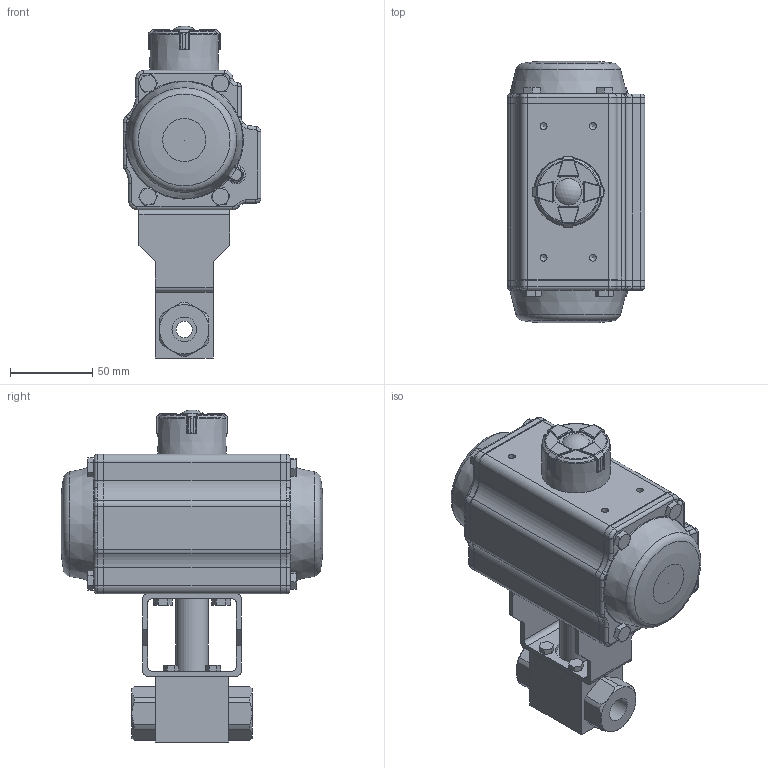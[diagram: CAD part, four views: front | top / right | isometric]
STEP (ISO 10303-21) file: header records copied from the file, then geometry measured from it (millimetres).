
FILE_DESCRIPTION(/* description */ ('Unknown'),/* implementation_level */ '2;1');
FILE_NAME(/* name */ 'DW03 4500_9769-03',/* time_stamp */ '2023-08-17T07:58:07+02:00',/* author */ ('Unknown'),/* organization */ ('Unknown'),/* preprocessor_version */ 'ST-DEVELOPER v18.102',/* originating_system */ 'Solid Edge',/* authorisation */ 'Unknown');
FILE_SCHEMA (('AUTOMOTIVE_DESIGN {1 0 10303 214 3 1 1}'));
Length unit declared in the file: millimetre
Products named in the file (13): AE20BO-7.500.010; Brücke F03-F05; 7.500.010; DIN558 M5x12; DIN558_M_6x16.1.3; Spindeladapter , Aufbau 50,11_11; DW03_FR02_(DW36_FR26); KP-63; hexagon head bolts--product grade c gb_GB_FASTENER_BOLT_HHBC M6X30-N; cup head nib bolts with large head gb_GB_FASTENER_BOLT_CHNBW M6X25-N; _____________; ________(___________; ______
Assembly tree (27 placements, depth 3):
  AE20BO-7.500.010
    Brücke F03-F05
    7.500.010
    DIN558 M5x12  x4
    DIN558_M_6x16.1.3  x4
    Spindeladapter , Aufbau 50,11_11
    DW03_FR02_(DW36_FR26)
      KP-63
      hexagon head bolts--product grade c gb_GB_FASTENER_BOLT_HHBC M6X30-N  x8
      cup head nib bolts with large head gb_GB_FASTENER_BOLT_CHNBW M6X25-N
      _____________  x2
      ________(___________  x2
      ______
Bounding box: 83.7 x 159 x 201.6 mm (x, y, z)
Volume: 1015172.2 mm3; surface area: 125233 mm2
Topology: 26 solids, 27 shells, 1190 faces, 2839 edges, 1739 vertices
Faces by surface type: plane 458, cylinder 336, cone 153, bspline 138, torus 94, sphere 11
Full cylindrical faces by diameter (mm): 2.325 x2, 3 x16, 3.3 x8, 4.134 x8, 4.2 x8, 4.66 x1, 5 x17, 6 x17, 6.2 x1, 6.8 x4, 7 x4, 8.8 x2, 10 x1, 14.95 x2, 15.8 x1, 20 x1, 20.2 x1, 25 x1, 25.5 x1, 28 x1, 30 x1, 38.5 x1
Entity records: 28529 total; most frequent: CARTESIAN_POINT 8450, DIRECTION 3807, ORIENTED_EDGE 3746, EDGE_CURVE 1873, AXIS2_PLACEMENT_3D 1505, VERTEX_POINT 1251, FACE_BOUND 1078, EDGE_LOOP 1049
